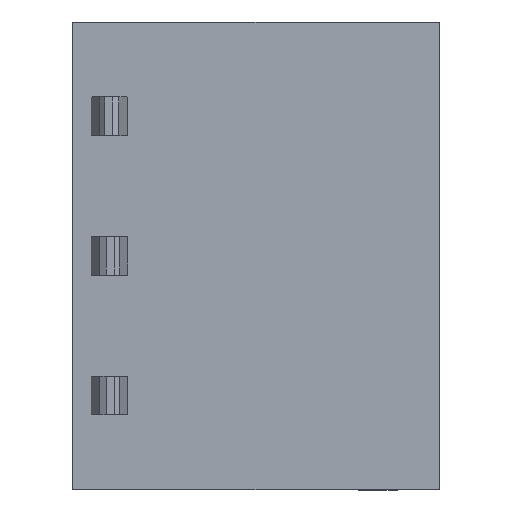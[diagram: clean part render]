
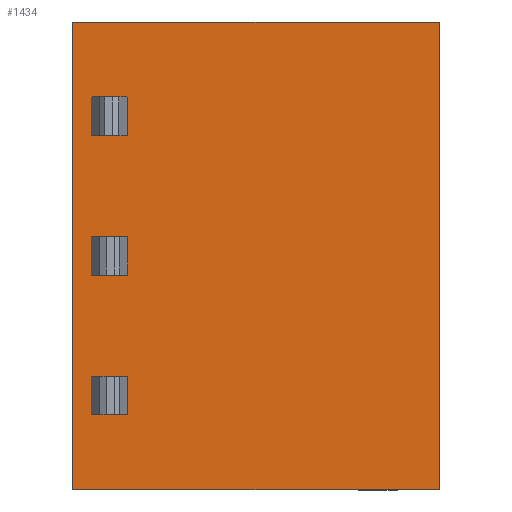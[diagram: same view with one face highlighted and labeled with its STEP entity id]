
A CAD part, top view. The second image highlights one B-rep face of the part: STEP entity #1434.
In plain terms, the highlighted planar face has unit normal (0, 0, 1).
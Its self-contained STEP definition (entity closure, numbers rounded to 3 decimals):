
#4 = LINE ( 'NONE', #1846, #3942 ) ;
#189 = DIRECTION ( 'NONE',  ( -1., 0., 0. ) ) ;
#205 = DIRECTION ( 'NONE',  ( 0., 1., 0. ) ) ;
#215 = VERTEX_POINT ( 'NONE', #1951 ) ;
#242 = ORIENTED_EDGE ( 'NONE', *, *, #2202, .T. ) ;
#307 = VERTEX_POINT ( 'NONE', #3100 ) ;
#350 = ORIENTED_EDGE ( 'NONE', *, *, #2754, .F. ) ;
#401 = DIRECTION ( 'NONE',  ( -1., 0., 0. ) ) ;
#411 = VERTEX_POINT ( 'NONE', #1691 ) ;
#429 = ORIENTED_EDGE ( 'NONE', *, *, #483, .F. ) ;
#469 = CARTESIAN_POINT ( 'NONE',  ( 1.5, 5.845, 6.42 ) ) ;
#483 = EDGE_CURVE ( 'NONE', #411, #215, #2323, .T. ) ;
#486 = CARTESIAN_POINT ( 'NONE',  ( 0., 0., 6.42 ) ) ;
#596 = LINE ( 'NONE', #674, #1347 ) ;
#604 = CARTESIAN_POINT ( 'NONE',  ( 0.5, 2.035, 6.42 ) ) ;
#674 = CARTESIAN_POINT ( 'NONE',  ( 0.5, 3.085, 6.42 ) ) ;
#745 = VERTEX_POINT ( 'NONE', #3373 ) ;
#779 = CARTESIAN_POINT ( 'NONE',  ( 0.5, 9.655, 6.42 ) ) ;
#809 = DIRECTION ( 'NONE',  ( -1., 0., 0. ) ) ;
#826 = CARTESIAN_POINT ( 'NONE',  ( 1.5, 9.655, 6.42 ) ) ;
#836 = DIRECTION ( 'NONE',  ( 1., 0., 0. ) ) ;
#838 = VECTOR ( 'NONE', #2812, 1000. ) ;
#863 = CARTESIAN_POINT ( 'NONE',  ( 0., 0., 6.42 ) ) ;
#906 = CARTESIAN_POINT ( 'NONE',  ( 1.5, 3.085, 6.42 ) ) ;
#950 = LINE ( 'NONE', #993, #3789 ) ;
#986 = CARTESIAN_POINT ( 'NONE',  ( 0.5, 6.895, 6.42 ) ) ;
#987 = ORIENTED_EDGE ( 'NONE', *, *, #3929, .F. ) ;
#993 = CARTESIAN_POINT ( 'NONE',  ( 10., 8.94, 6.42 ) ) ;
#1059 = VERTEX_POINT ( 'NONE', #3581 ) ;
#1083 = CARTESIAN_POINT ( 'NONE',  ( 0., 12.755, 6.42 ) ) ;
#1179 = ORIENTED_EDGE ( 'NONE', *, *, #3006, .F. ) ;
#1206 = ORIENTED_EDGE ( 'NONE', *, *, #3820, .F. ) ;
#1233 = CARTESIAN_POINT ( 'NONE',  ( 10., 12.755, 6.42 ) ) ;
#1235 = VECTOR ( 'NONE', #4521, 1000. ) ;
#1251 = DIRECTION ( 'NONE',  ( 0., -1., 0. ) ) ;
#1287 = FACE_BOUND ( 'NONE', #1597, .T. ) ;
#1318 = CARTESIAN_POINT ( 'NONE',  ( 1.5, 2.035, 6.42 ) ) ;
#1347 = VECTOR ( 'NONE', #4376, 1000. ) ;
#1366 = CARTESIAN_POINT ( 'NONE',  ( 0.5, 5.845, 6.42 ) ) ;
#1383 = LINE ( 'NONE', #863, #3239 ) ;
#1434 = ADVANCED_FACE ( 'NONE', ( #2270, #3135, #1287, #4240 ), #2879, .F. ) ;
#1517 = VERTEX_POINT ( 'NONE', #1828 ) ;
#1597 = EDGE_LOOP ( 'NONE', ( #1658, #1206, #2701, #987 ) ) ;
#1613 = VERTEX_POINT ( 'NONE', #3543 ) ;
#1658 = ORIENTED_EDGE ( 'NONE', *, *, #2509, .F. ) ;
#1667 = VERTEX_POINT ( 'NONE', #779 ) ;
#1679 = EDGE_CURVE ( 'NONE', #3345, #411, #2096, .T. ) ;
#1691 = CARTESIAN_POINT ( 'NONE',  ( 1.5, 6.895, 6.42 ) ) ;
#1704 = VECTOR ( 'NONE', #205, 1000. ) ;
#1828 = CARTESIAN_POINT ( 'NONE',  ( 0.5, 2.035, 6.42 ) ) ;
#1846 = CARTESIAN_POINT ( 'NONE',  ( 1.5, 10.705, 6.42 ) ) ;
#1848 = LINE ( 'NONE', #3622, #3590 ) ;
#1922 = EDGE_LOOP ( 'NONE', ( #2366, #429, #3485, #350 ) ) ;
#1930 = VECTOR ( 'NONE', #836, 1000. ) ;
#1932 = CARTESIAN_POINT ( 'NONE',  ( 0.5, 9.655, 6.42 ) ) ;
#1944 = CARTESIAN_POINT ( 'NONE',  ( 0.5, 6.895, 6.42 ) ) ;
#1951 = CARTESIAN_POINT ( 'NONE',  ( 0.5, 6.895, 6.42 ) ) ;
#1970 = DIRECTION ( 'NONE',  ( 1., 0., 0. ) ) ;
#1975 = VECTOR ( 'NONE', #4257, 1000. ) ;
#2048 = LINE ( 'NONE', #1932, #1930 ) ;
#2096 = LINE ( 'NONE', #2187, #1975 ) ;
#2115 = DIRECTION ( 'NONE',  ( 0., -1., 0. ) ) ;
#2117 = EDGE_CURVE ( 'NONE', #2874, #1059, #4, .T. ) ;
#2176 = VECTOR ( 'NONE', #189, 1000. ) ;
#2187 = CARTESIAN_POINT ( 'NONE',  ( 1.5, 5.845, 6.42 ) ) ;
#2202 = EDGE_CURVE ( 'NONE', #4280, #745, #1383, .T. ) ;
#2270 = FACE_BOUND ( 'NONE', #1922, .T. ) ;
#2299 = ORIENTED_EDGE ( 'NONE', *, *, #3109, .F. ) ;
#2310 = ORIENTED_EDGE ( 'NONE', *, *, #2695, .F. ) ;
#2315 = VERTEX_POINT ( 'NONE', #3704 ) ;
#2323 = LINE ( 'NONE', #986, #3421 ) ;
#2366 = ORIENTED_EDGE ( 'NONE', *, *, #4263, .F. ) ;
#2401 = ORIENTED_EDGE ( 'NONE', *, *, #4646, .F. ) ;
#2420 = VERTEX_POINT ( 'NONE', #3633 ) ;
#2504 = LINE ( 'NONE', #4090, #3369 ) ;
#2509 = EDGE_CURVE ( 'NONE', #2315, #1667, #1848, .T. ) ;
#2527 = VERTEX_POINT ( 'NONE', #1366 ) ;
#2565 = DIRECTION ( 'NONE',  ( 1., 0., 0. ) ) ;
#2582 = EDGE_LOOP ( 'NONE', ( #2697, #2310, #3405, #242 ) ) ;
#2695 = EDGE_CURVE ( 'NONE', #307, #3990, #3689, .T. ) ;
#2697 = ORIENTED_EDGE ( 'NONE', *, *, #4525, .F. ) ;
#2701 = ORIENTED_EDGE ( 'NONE', *, *, #2117, .F. ) ;
#2754 = EDGE_CURVE ( 'NONE', #2527, #3345, #3442, .T. ) ;
#2794 = DIRECTION ( 'NONE',  ( 0., 0., -1. ) ) ;
#2810 = CARTESIAN_POINT ( 'NONE',  ( 0., 8.94, 6.42 ) ) ;
#2812 = DIRECTION ( 'NONE',  ( 1., 0., 0. ) ) ;
#2858 = LINE ( 'NONE', #3079, #3731 ) ;
#2874 = VERTEX_POINT ( 'NONE', #826 ) ;
#2879 = PLANE ( 'NONE',  #3063 ) ;
#2880 = DIRECTION ( 'NONE',  ( 0., -1., 0. ) ) ;
#2921 = LINE ( 'NONE', #604, #838 ) ;
#3006 = EDGE_CURVE ( 'NONE', #2420, #1613, #3149, .T. ) ;
#3063 = AXIS2_PLACEMENT_3D ( 'NONE', #2810, #2794, #3371 ) ;
#3079 = CARTESIAN_POINT ( 'NONE',  ( 0., 8.94, 6.42 ) ) ;
#3085 = LINE ( 'NONE', #1944, #1235 ) ;
#3100 = CARTESIAN_POINT ( 'NONE',  ( 0., 12.755, 6.42 ) ) ;
#3109 = EDGE_CURVE ( 'NONE', #4111, #2420, #4762, .T. ) ;
#3135 = FACE_OUTER_BOUND ( 'NONE', #2582, .T. ) ;
#3149 = LINE ( 'NONE', #906, #2176 ) ;
#3239 = VECTOR ( 'NONE', #1970, 1000. ) ;
#3345 = VERTEX_POINT ( 'NONE', #469 ) ;
#3369 = VECTOR ( 'NONE', #401, 1000. ) ;
#3371 = DIRECTION ( 'NONE',  ( -1., 0., 0. ) ) ;
#3373 = CARTESIAN_POINT ( 'NONE',  ( 10., 0., 6.42 ) ) ;
#3405 = ORIENTED_EDGE ( 'NONE', *, *, #4336, .T. ) ;
#3421 = VECTOR ( 'NONE', #809, 1000. ) ;
#3442 = LINE ( 'NONE', #4429, #4317 ) ;
#3485 = ORIENTED_EDGE ( 'NONE', *, *, #1679, .F. ) ;
#3492 = DIRECTION ( 'NONE',  ( 0., 1., 0. ) ) ;
#3543 = CARTESIAN_POINT ( 'NONE',  ( 0.5, 3.085, 6.42 ) ) ;
#3562 = CARTESIAN_POINT ( 'NONE',  ( 1.5, 2.035, 6.42 ) ) ;
#3566 = VECTOR ( 'NONE', #2565, 1000. ) ;
#3581 = CARTESIAN_POINT ( 'NONE',  ( 1.5, 10.705, 6.42 ) ) ;
#3590 = VECTOR ( 'NONE', #2880, 1000. ) ;
#3622 = CARTESIAN_POINT ( 'NONE',  ( 0.5, 10.705, 6.42 ) ) ;
#3633 = CARTESIAN_POINT ( 'NONE',  ( 1.5, 3.085, 6.42 ) ) ;
#3689 = LINE ( 'NONE', #1083, #3566 ) ;
#3704 = CARTESIAN_POINT ( 'NONE',  ( 0.5, 10.705, 6.42 ) ) ;
#3731 = VECTOR ( 'NONE', #1251, 1000. ) ;
#3789 = VECTOR ( 'NONE', #2115, 1000. ) ;
#3820 = EDGE_CURVE ( 'NONE', #1059, #2315, #2504, .T. ) ;
#3929 = EDGE_CURVE ( 'NONE', #1667, #2874, #2048, .T. ) ;
#3942 = VECTOR ( 'NONE', #3492, 1000. ) ;
#3990 = VERTEX_POINT ( 'NONE', #1233 ) ;
#4090 = CARTESIAN_POINT ( 'NONE',  ( 0.5, 10.705, 6.42 ) ) ;
#4109 = ORIENTED_EDGE ( 'NONE', *, *, #4153, .F. ) ;
#4111 = VERTEX_POINT ( 'NONE', #1318 ) ;
#4153 = EDGE_CURVE ( 'NONE', #1517, #4111, #2921, .T. ) ;
#4240 = FACE_BOUND ( 'NONE', #4458, .T. ) ;
#4257 = DIRECTION ( 'NONE',  ( 0., 1., 0. ) ) ;
#4263 = EDGE_CURVE ( 'NONE', #215, #2527, #3085, .T. ) ;
#4280 = VERTEX_POINT ( 'NONE', #486 ) ;
#4317 = VECTOR ( 'NONE', #4759, 1000. ) ;
#4336 = EDGE_CURVE ( 'NONE', #307, #4280, #2858, .T. ) ;
#4376 = DIRECTION ( 'NONE',  ( 0., -1., 0. ) ) ;
#4429 = CARTESIAN_POINT ( 'NONE',  ( 0.5, 5.845, 6.42 ) ) ;
#4458 = EDGE_LOOP ( 'NONE', ( #1179, #2299, #4109, #2401 ) ) ;
#4521 = DIRECTION ( 'NONE',  ( 0., -1., 0. ) ) ;
#4525 = EDGE_CURVE ( 'NONE', #3990, #745, #950, .T. ) ;
#4646 = EDGE_CURVE ( 'NONE', #1613, #1517, #596, .T. ) ;
#4759 = DIRECTION ( 'NONE',  ( 1., 0., 0. ) ) ;
#4762 = LINE ( 'NONE', #3562, #1704 ) ;
